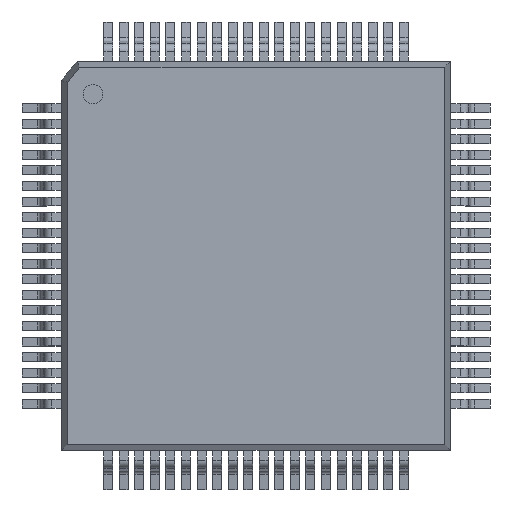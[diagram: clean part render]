
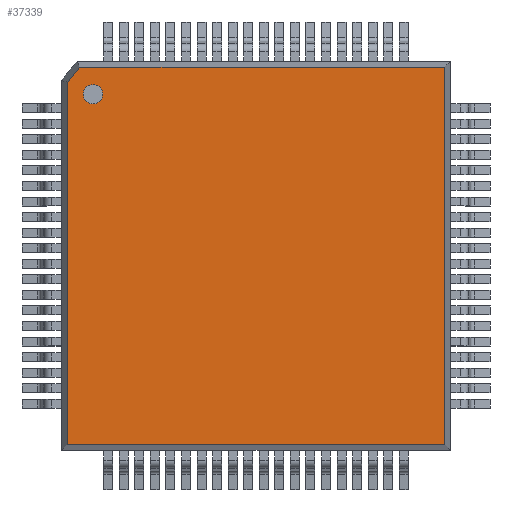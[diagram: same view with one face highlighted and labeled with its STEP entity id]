
A CAD part, top view. The second image highlights one B-rep face of the part: STEP entity #37339.
In plain terms, the highlighted planar face has unit normal (0, 0, 1).
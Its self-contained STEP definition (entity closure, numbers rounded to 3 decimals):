
#36856=CARTESIAN_POINT('',(-3.94,4.157,1.628));
#36857=VERTEX_POINT('',#36856);
#36866=CARTESIAN_POINT('',(-4.44,4.157,1.628));
#36867=VERTEX_POINT('',#36866);
#36868=CARTESIAN_POINT('',(-4.19,4.157,1.628));
#36869=DIRECTION('',(0.0,0.0,-1.0));
#36870=DIRECTION('',(1.0,0.0,0.0));
#36871=AXIS2_PLACEMENT_3D('',#36868,#36869,#36870);
#36872=CIRCLE('',#36871,0.25);
#36873=EDGE_CURVE('',#36867,#36857,#36872,.T.);
#36907=CARTESIAN_POINT('',(-4.19,4.157,1.628));
#36908=DIRECTION('',(0.0,0.0,-1.0));
#36909=DIRECTION('',(1.0,0.0,0.0));
#36910=AXIS2_PLACEMENT_3D('',#36907,#36908,#36909);
#36911=CIRCLE('',#36910,0.25);
#36912=EDGE_CURVE('',#36857,#36867,#36911,.T.);
#37187=CARTESIAN_POINT('',(-4.85,-4.85,1.628));
#37188=VERTEX_POINT('',#37187);
#37195=CARTESIAN_POINT('',(-4.85,4.464,1.628));
#37196=VERTEX_POINT('',#37195);
#37197=CARTESIAN_POINT('',(-4.85,-4.85,1.628));
#37198=DIRECTION('',(0.0,1.0,0.0));
#37199=VECTOR('',#37198,9.314);
#37200=LINE('',#37197,#37199);
#37201=EDGE_CURVE('',#37188,#37196,#37200,.T.);
#37218=CARTESIAN_POINT('',(4.85,-4.85,1.628));
#37219=VERTEX_POINT('',#37218);
#37226=CARTESIAN_POINT('',(4.85,-4.85,1.628));
#37227=DIRECTION('',(-1.0,0.0,0.0));
#37228=VECTOR('',#37227,9.7);
#37229=LINE('',#37226,#37228);
#37230=EDGE_CURVE('',#37219,#37188,#37229,.T.);
#37241=CARTESIAN_POINT('',(-4.53,4.85,1.628));
#37242=VERTEX_POINT('',#37241);
#37243=CARTESIAN_POINT('',(-4.85,4.464,1.628));
#37244=DIRECTION('',(0.639,0.77,0.0));
#37245=VECTOR('',#37244,0.502);
#37246=LINE('',#37243,#37245);
#37247=EDGE_CURVE('',#37196,#37242,#37246,.T.);
#37271=CARTESIAN_POINT('',(4.85,4.85,1.628));
#37272=VERTEX_POINT('',#37271);
#37279=CARTESIAN_POINT('',(4.85,4.85,1.628));
#37280=DIRECTION('',(0.0,-1.0,0.0));
#37281=VECTOR('',#37280,9.7);
#37282=LINE('',#37279,#37281);
#37283=EDGE_CURVE('',#37272,#37219,#37282,.T.);
#37296=CARTESIAN_POINT('',(-4.53,4.85,1.628));
#37297=DIRECTION('',(1.0,0.0,0.0));
#37298=VECTOR('',#37297,9.38);
#37299=LINE('',#37296,#37298);
#37300=EDGE_CURVE('',#37242,#37272,#37299,.T.);
#37323=CARTESIAN_POINT('',(0.0,0.0,1.628));
#37324=DIRECTION('',(0.0,0.0,1.0));
#37325=DIRECTION('',(0.0,-1.0,0.0));
#37326=AXIS2_PLACEMENT_3D('',#37323,#37324,#37325);
#37327=PLANE('',#37326);
#37328=ORIENTED_EDGE('',*,*,#37201,.F.);
#37329=ORIENTED_EDGE('',*,*,#37230,.F.);
#37330=ORIENTED_EDGE('',*,*,#37283,.F.);
#37331=ORIENTED_EDGE('',*,*,#37300,.F.);
#37332=ORIENTED_EDGE('',*,*,#37247,.F.);
#37333=EDGE_LOOP('',(#37328,#37329,#37330,#37331,#37332));
#37334=FACE_OUTER_BOUND('',#37333,.T.);
#37335=ORIENTED_EDGE('',*,*,#36912,.T.);
#37336=ORIENTED_EDGE('',*,*,#36873,.T.);
#37337=EDGE_LOOP('',(#37335,#37336));
#37338=FACE_BOUND('',#37337,.T.);
#37339=ADVANCED_FACE('',(#37334,#37338),#37327,.T.);
